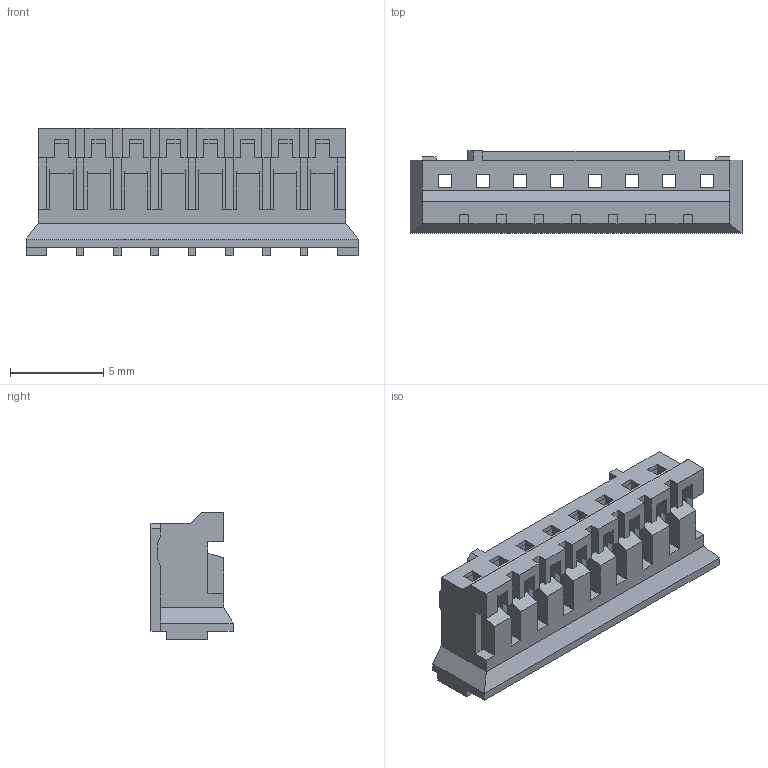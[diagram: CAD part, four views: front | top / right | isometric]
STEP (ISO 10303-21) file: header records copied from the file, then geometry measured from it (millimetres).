
FILE_DESCRIPTION (( 'STEP AP203' ), '1' );
FILE_NAME ('140-508-210-011.STEP', '2020-04-03T13:31:30', ( '' ), ( '' ), 'SwSTEP 2.0', 'SolidWorks 2016', '' );
FILE_SCHEMA (( 'CONFIG_CONTROL_DESIGN' ));
Length unit declared in the file: millimetre
Products named in the file (1): 140-508-210-011
Bounding box: 17.8 x 4.4 x 6.85 mm (x, y, z)
Volume: 179.1 mm3; surface area: 793.6 mm2
Topology: 1 solids, 1 shells, 260 faces, 738 edges, 464 vertices
Faces by surface type: plane 260
Entity records: 8291 total; most frequent: ORIENTED_EDGE 1476, CARTESIAN_POINT 1463, DIRECTION 1260, EDGE_CURVE 738, VECTOR 738, LINE 738, VERTEX_POINT 464, EDGE_LOOP 276
